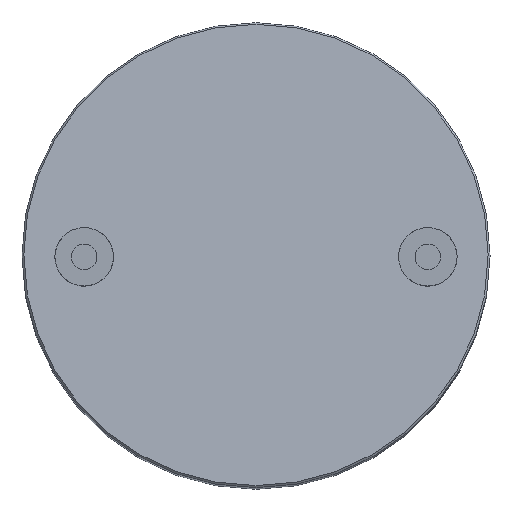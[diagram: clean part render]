
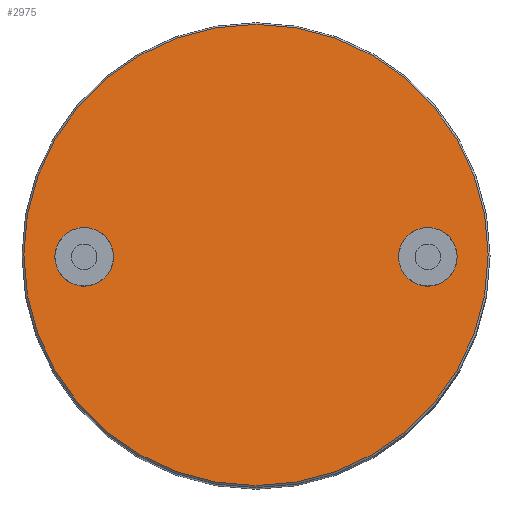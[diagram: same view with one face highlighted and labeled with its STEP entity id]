
A CAD part, top view. The second image highlights one B-rep face of the part: STEP entity #2975.
In plain terms, the highlighted planar face has unit normal (0, 0.113, 0.994).
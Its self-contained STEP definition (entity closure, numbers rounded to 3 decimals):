
#17=ELLIPSE('',#3005,4.026,4.);
#18=ELLIPSE('',#3007,4.026,4.);
#41=FACE_BOUND('',#539,.T.);
#42=FACE_BOUND('',#540,.T.);
#195=PLANE('',#3162);
#355=FACE_OUTER_BOUND('',#538,.T.);
#538=EDGE_LOOP('',(#2797));
#539=EDGE_LOOP('',(#2798));
#540=EDGE_LOOP('',(#2799));
#1332=CIRCLE('',#3158,31.75);
#1341=VERTEX_POINT('',#3926);
#1342=VERTEX_POINT('',#3930);
#1600=VERTEX_POINT('',#4724);
#1611=EDGE_CURVE('',#1341,#1341,#17,.T.);
#1613=EDGE_CURVE('',#1342,#1342,#18,.T.);
#2000=EDGE_CURVE('',#1600,#1600,#1332,.T.);
#2797=ORIENTED_EDGE('',*,*,#2000,.F.);
#2798=ORIENTED_EDGE('',*,*,#1611,.T.);
#2799=ORIENTED_EDGE('',*,*,#1613,.T.);
#2975=ADVANCED_FACE('',(#355,#41,#42),#195,.F.);
#3005=AXIS2_PLACEMENT_3D('',#3927,#3195,#3196);
#3007=AXIS2_PLACEMENT_3D('',#3931,#3200,#3201);
#3158=AXIS2_PLACEMENT_3D('',#4725,#3887,#3888);
#3162=AXIS2_PLACEMENT_3D('',#4733,#3897,#3898);
#3195=DIRECTION('center_axis',(0.,-0.113,-0.994));
#3196=DIRECTION('ref_axis',(0.,0.994,-0.113));
#3200=DIRECTION('center_axis',(0.,-0.113,-0.994));
#3201=DIRECTION('ref_axis',(0.,0.994,-0.113));
#3887=DIRECTION('center_axis',(0.,-0.113,-0.994));
#3888=DIRECTION('ref_axis',(1.,0.,0.));
#3897=DIRECTION('center_axis',(0.,-0.113,-0.994));
#3898=DIRECTION('ref_axis',(1.,0.,0.));
#3926=CARTESIAN_POINT('',(27.5,3.666,-14.852));
#3927=CARTESIAN_POINT('Origin',(23.5,3.666,-14.852));
#3930=CARTESIAN_POINT('',(-19.5,3.666,-14.852));
#3931=CARTESIAN_POINT('Origin',(-23.5,3.666,-14.852));
#4724=CARTESIAN_POINT('',(-31.75,3.932,-14.882));
#4725=CARTESIAN_POINT('Origin',(0.,3.932,-14.882));
#4733=CARTESIAN_POINT('Origin',(0.,3.932,-14.882));
